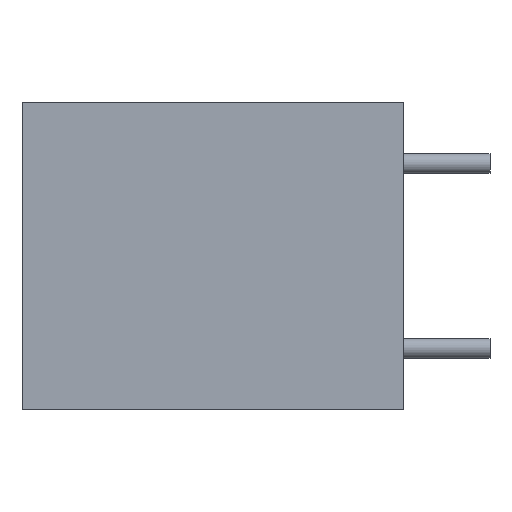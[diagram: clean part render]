
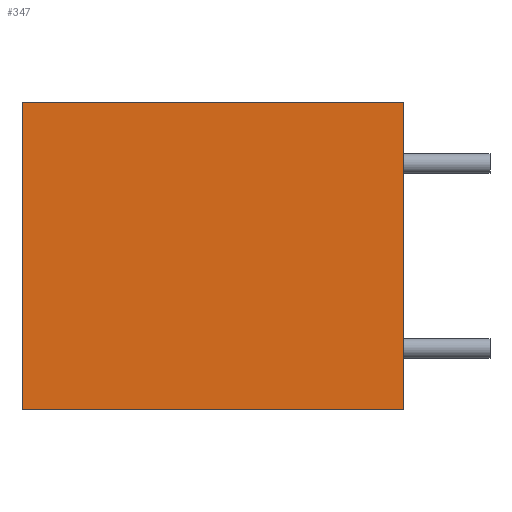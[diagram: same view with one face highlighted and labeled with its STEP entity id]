
A CAD part, left-side view. The second image highlights one B-rep face of the part: STEP entity #347.
In plain terms, the highlighted planar face has unit normal (-1, 0, 0).
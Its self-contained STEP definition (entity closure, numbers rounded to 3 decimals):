
#70=FACE_OUTER_BOUND('',#104,.T.);
#104=EDGE_LOOP('',(#290,#291,#292,#293));
#117=LINE('',#539,#141);
#121=LINE('',#548,#145);
#129=LINE('',#595,#153);
#132=LINE('',#604,#156);
#141=VECTOR('',#424,10.);
#145=VECTOR('',#432,10.);
#153=VECTOR('',#490,10.);
#156=VECTOR('',#501,10.);
#164=VERTEX_POINT('',#536);
#165=VERTEX_POINT('',#538);
#168=VERTEX_POINT('',#546);
#182=VERTEX_POINT('',#593);
#193=EDGE_CURVE('',#164,#165,#117,.T.);
#198=EDGE_CURVE('',#168,#164,#121,.T.);
#218=EDGE_CURVE('',#182,#168,#129,.T.);
#223=EDGE_CURVE('',#182,#165,#132,.T.);
#290=ORIENTED_EDGE('',*,*,#218,.F.);
#291=ORIENTED_EDGE('',*,*,#223,.T.);
#292=ORIENTED_EDGE('',*,*,#193,.F.);
#293=ORIENTED_EDGE('',*,*,#198,.F.);
#324=PLANE('',#402);
#347=ADVANCED_FACE('',(#70),#324,.T.);
#402=AXIS2_PLACEMENT_3D('',#603,#499,#500);
#424=DIRECTION('',(0.,0.,1.));
#432=DIRECTION('',(0.,1.,0.));
#490=DIRECTION('',(0.,0.,-1.));
#499=DIRECTION('center_axis',(-1.,0.,0.));
#500=DIRECTION('ref_axis',(0.,0.,1.));
#501=DIRECTION('',(0.,1.,0.));
#536=CARTESIAN_POINT('',(-17.3,15.5,-6.25));
#538=CARTESIAN_POINT('',(-17.3,15.5,6.25));
#539=CARTESIAN_POINT('',(-17.3,15.5,6.25));
#546=CARTESIAN_POINT('',(-17.3,0.,-6.25));
#548=CARTESIAN_POINT('',(-17.3,0.,-6.25));
#593=CARTESIAN_POINT('',(-17.3,0.,6.25));
#595=CARTESIAN_POINT('',(-17.3,0.,6.25));
#603=CARTESIAN_POINT('Origin',(-17.3,0.,-6.25));
#604=CARTESIAN_POINT('',(-17.3,0.,6.25));
